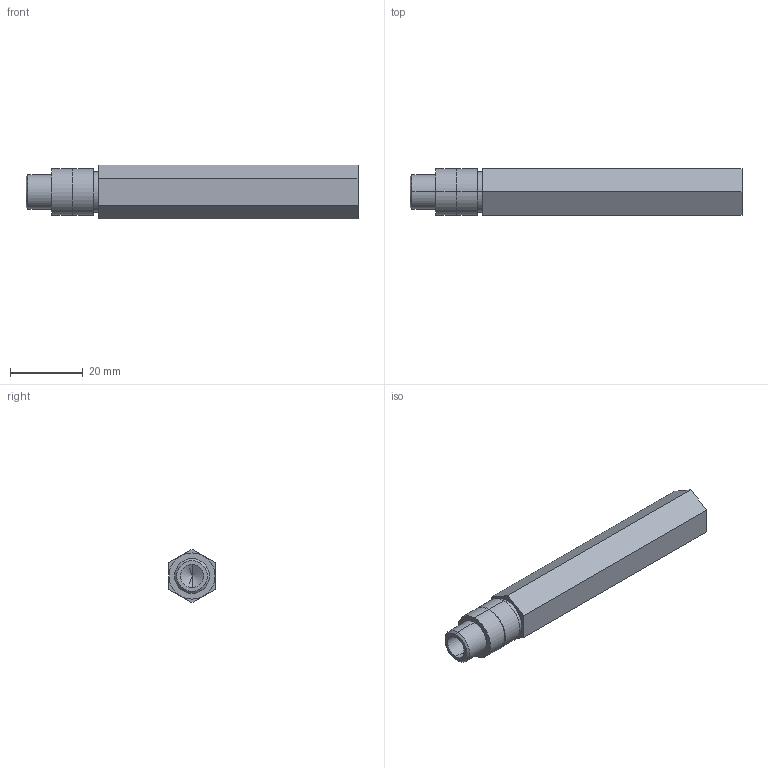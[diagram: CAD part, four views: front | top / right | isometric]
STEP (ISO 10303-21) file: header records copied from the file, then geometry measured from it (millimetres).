
FILE_DESCRIPTION (( 'STEP AP203' ), '1' );
FILE_NAME ('am-4729 ToughBox S Short Hex Output Shaft.STEP', '2023-02-15T20:07:34', ( '' ), ( '' ), 'SwSTEP 2.0', 'SolidWorks 2022', '' );
FILE_SCHEMA (( 'CONFIG_CONTROL_DESIGN' ));
Length unit declared in the file: inch
Products named in the file (1): am-4729 ToughBox S Short Hex Output Shaft
Bounding box: 91.44 x 12.7 x 14.66 mm (x, y, z)
Volume: 11243.3 mm3; surface area: 4762.3 mm2
Topology: 1 solids, 1 shells, 33 faces, 72 edges, 42 vertices
Faces by surface type: cylinder 12, plane 11, cone 6, torus 4
Entity records: 953 total; most frequent: DIRECTION 168, CARTESIAN_POINT 144, ORIENTED_EDGE 136, EDGE_CURVE 68, AXIS2_PLACEMENT_3D 66, VERTEX_POINT 42, EDGE_LOOP 38, VECTOR 36
